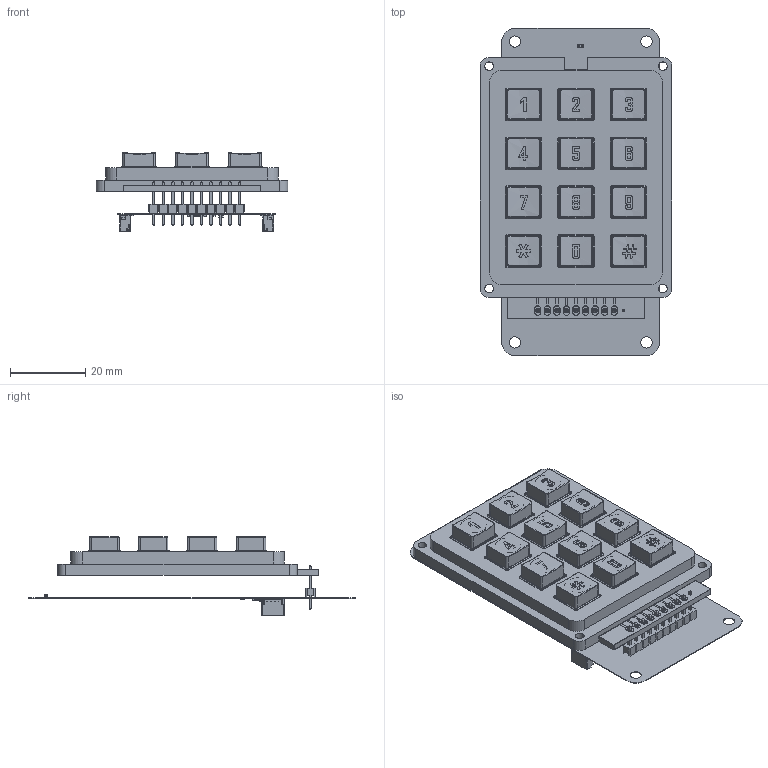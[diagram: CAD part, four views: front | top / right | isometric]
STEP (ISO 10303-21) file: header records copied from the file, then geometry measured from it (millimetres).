
FILE_DESCRIPTION(('Open CASCADE Model'),'2;1');
FILE_NAME('Open CASCADE Shape Model','2025-04-23T07:33:59',('Author'),( 'Open CASCADE'),'Open CASCADE STEP processor 7.5','Open CASCADE 7.5' ,'Unknown');
FILE_SCHEMA(('AUTOMOTIVE_DESIGN { 1 0 10303 214 1 1 1 1 }'));
Length unit declared in the file: millimetre
Products named in the file (40): PCB; Board; Open CASCADE STEP translator 7.5 7.1.1; STAT1; 0603 LED Green; Solid1; Solid4; U; DUELink-U-Connector-BM04B-SRSS-TB; D; DUELink-Connector-BM04B-SRSS-TB; P1; 61301011121; 6130xx11121_PIN; R4; User Library-R SMD 0402; User Library-R SMD 0402_0402 BODY; User Library-R SMD 0402_0402 PAD; User Library-R SMD 0402_0402 OPIS; C2; 0805 SMD Capacitor; C1; C0402; Free-Models; KeyPad_3x4_w_pcb; Body_top; KeyPad; Body_bottom; PCB_pads; PCBtracks; KeyPad_collor; STM32-QFN32
Assembly tree (49 placements, depth 4):
  PCB
    Board
      Open CASCADE STEP translator 7.5 7.1.1
    STAT1
      0603 LED Green
        Solid1
        Solid4
        Solid1
        Solid1
        Solid4
        Solid1
        Solid1
        Solid1
    U
      DUELink-U-Connector-BM04B-SRSS-TB
    D
      DUELink-Connector-BM04B-SRSS-TB
    P1
      61301011121
        6130xx11121_PIN  x10
        61301011121
    R4
      User Library-R SMD 0402
        User Library-R SMD 0402_0402 BODY
        User Library-R SMD 0402_0402 PAD  x2
        User Library-R SMD 0402_0402 OPIS
    C2
      0805 SMD Capacitor
    C1
      C0402
    Free-Models
      KeyPad_3x4_w_pcb
        Body_top
        KeyPad
        Body_bottom
        PCB_pads
        PCB
        PCBtracks
        KeyPad_collor
      STM32-QFN32
Bounding box: 51 x 87 x 20.91 mm (x, y, z)
Volume: 30159.6 mm3; surface area: 37332.4 mm2
Topology: 97 solids, 97 shells, 2574 faces, 7820 edges, 6960 vertices
Faces by surface type: plane 1768, cylinder 490, bspline 132, extrusion 78, cone 48, torus 42, sphere 8, revolution 8
Full cylindrical faces by diameter (mm): 1 x9, 1.016 x2, 1.1 x19, 1.2 x9, 2.3 x4, 3 x4, 6.8 x12
Entity records: 98784 total; most frequent: CARTESIAN_POINT 26836, DIRECTION 12942, ORIENTED_EDGE 12204, EDGE_CURVE 6102, VECTOR 5946, LINE 5868, VERTEX_POINT 3940, AXIS2_PLACEMENT_3D 3494
